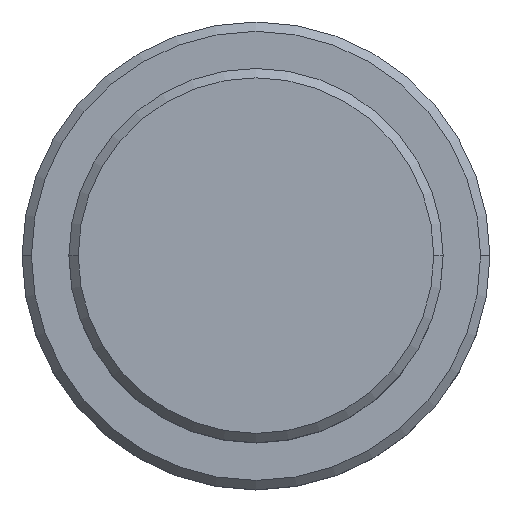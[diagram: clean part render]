
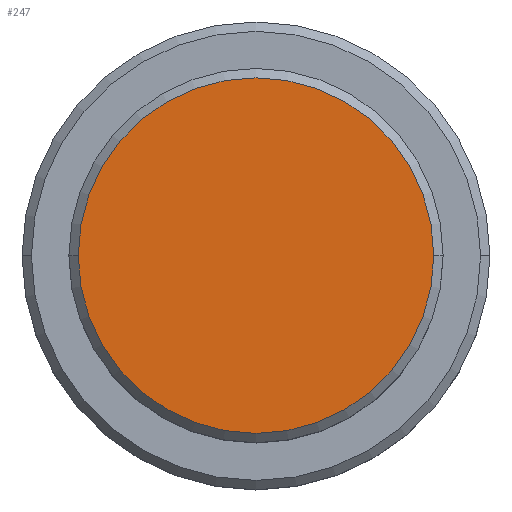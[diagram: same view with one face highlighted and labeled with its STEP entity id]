
A CAD part, top view. The second image highlights one B-rep face of the part: STEP entity #247.
In plain terms, the highlighted planar face has unit normal (0, 0, 1).
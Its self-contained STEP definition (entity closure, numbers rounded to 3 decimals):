
#1 = CARTESIAN_POINT ( 'NONE',  ( 0., 0., 0. ) ) ;
#12 = DIRECTION ( 'NONE',  ( 0., 0., 1. ) ) ;
#139 = FACE_OUTER_BOUND ( 'NONE', #712, .T. ) ;
#225 = AXIS2_PLACEMENT_3D ( 'NONE', #1, #670, #464 ) ;
#247 = ADVANCED_FACE ( 'NONE', ( #139 ), #564, .T. ) ;
#261 = CARTESIAN_POINT ( 'NONE',  ( -9.5, 0., 0. ) ) ;
#315 = CIRCLE ( 'NONE', #1342, 9.5 ) ;
#356 = CARTESIAN_POINT ( 'NONE',  ( 0., 0., 0. ) ) ;
#460 = CARTESIAN_POINT ( 'NONE',  ( 0., 0., 0. ) ) ;
#464 = DIRECTION ( 'NONE',  ( 1., 0., 0. ) ) ;
#487 = EDGE_CURVE ( 'NONE', #630, #1338, #315, .T. ) ;
#564 = PLANE ( 'NONE',  #785 ) ;
#622 = ORIENTED_EDGE ( 'NONE', *, *, #1176, .T. ) ;
#630 = VERTEX_POINT ( 'NONE', #261 ) ;
#670 = DIRECTION ( 'NONE',  ( 0., 0., 1. ) ) ;
#712 = EDGE_LOOP ( 'NONE', ( #895, #622 ) ) ;
#785 = AXIS2_PLACEMENT_3D ( 'NONE', #356, #1213, #1011 ) ;
#856 = CIRCLE ( 'NONE', #225, 9.5 ) ;
#895 = ORIENTED_EDGE ( 'NONE', *, *, #487, .T. ) ;
#1011 = DIRECTION ( 'NONE',  ( 1., 0., 0. ) ) ;
#1176 = EDGE_CURVE ( 'NONE', #1338, #630, #856, .T. ) ;
#1213 = DIRECTION ( 'NONE',  ( 0., 0., 1. ) ) ;
#1315 = DIRECTION ( 'NONE',  ( 1., 0., 0. ) ) ;
#1338 = VERTEX_POINT ( 'NONE', #1405 ) ;
#1342 = AXIS2_PLACEMENT_3D ( 'NONE', #460, #12, #1315 ) ;
#1405 = CARTESIAN_POINT ( 'NONE',  ( 9.5, 0., 0. ) ) ;
